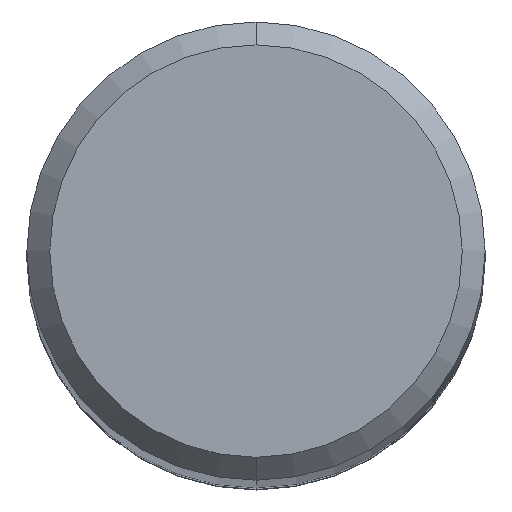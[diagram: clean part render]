
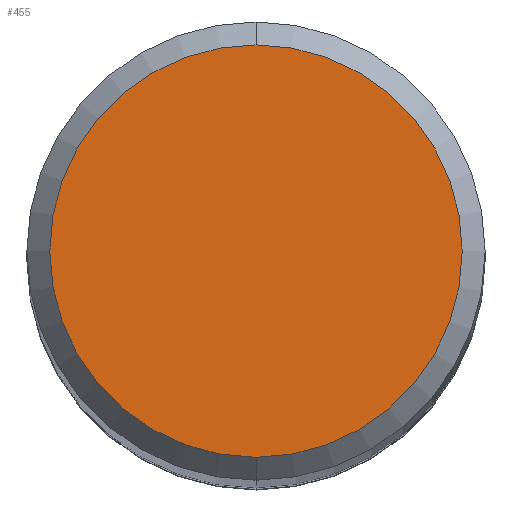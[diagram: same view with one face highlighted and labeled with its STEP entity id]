
A CAD part, top view. The second image highlights one B-rep face of the part: STEP entity #455.
In plain terms, the highlighted planar face has unit normal (0, 0, 1).
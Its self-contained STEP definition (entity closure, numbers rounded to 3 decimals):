
#245=VERTEX_POINT('',#624);
#387=EDGE_CURVE('',#245,#557,#781,.T.);
#413=EDGE_CURVE('',#557,#245,#807,.T.);
#455=ADVANCED_FACE('',(#858),#859,.T.);
#557=VERTEX_POINT('',#973);
#624=CARTESIAN_POINT('',(0.,-3.6,0.0));
#781=CIRCLE('',#1389,3.6);
#807=CIRCLE('',#1423,3.6);
#858=FACE_OUTER_BOUND('',#1524,.T.);
#859=PLANE('',#1525);
#973=CARTESIAN_POINT('',(0.0,3.6,0.0));
#1389=AXIS2_PLACEMENT_3D('',#1959,#1960,#1961);
#1423=AXIS2_PLACEMENT_3D('',#1968,#1969,#1970);
#1524=EDGE_LOOP('',(#2049,#2050));
#1525=AXIS2_PLACEMENT_3D('',#2051,#2052,#2053);
#1959=CARTESIAN_POINT('',(0.0,0.0,0.0));
#1960=DIRECTION('',(0.0,0.0,-1.0));
#1961=DIRECTION('',(0.0,1.0,0.0));
#1968=CARTESIAN_POINT('',(0.0,0.0,0.0));
#1969=DIRECTION('',(0.0,0.0,-1.0));
#1970=DIRECTION('',(0.0,1.0,0.0));
#2049=ORIENTED_EDGE('',*,*,#413,.F.);
#2050=ORIENTED_EDGE('',*,*,#387,.F.);
#2051=CARTESIAN_POINT('',(0.0,1.8,0.0));
#2052=DIRECTION('',(-0.0,0.0,1.0));
#2053=DIRECTION('',(0.0,-1.0,0.0));
